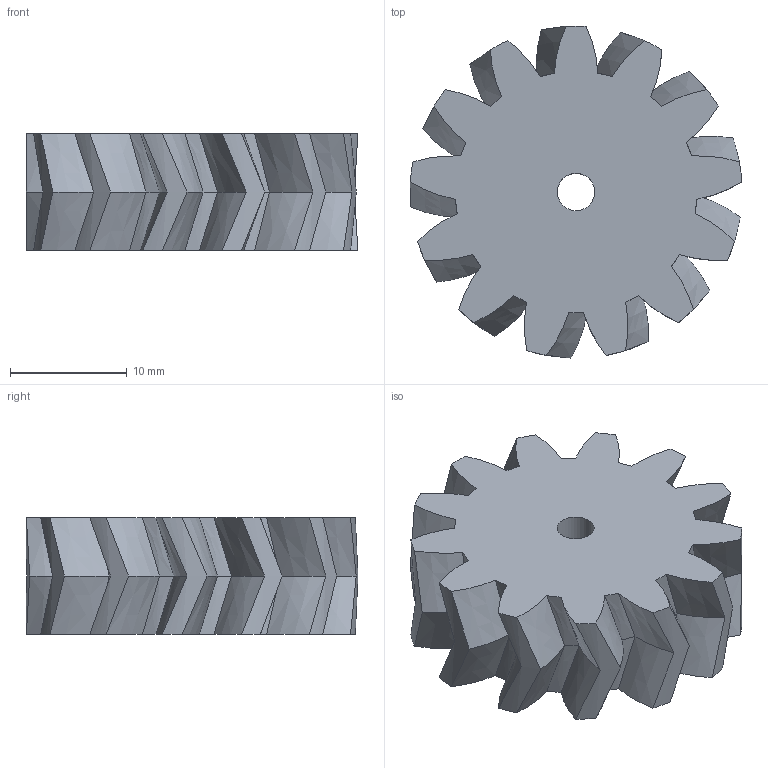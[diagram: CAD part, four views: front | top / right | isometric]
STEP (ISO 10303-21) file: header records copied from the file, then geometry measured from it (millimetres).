
FILE_DESCRIPTION(/* description */ (''),/* implementation_level */ '2;1');
FILE_NAME(/* name */ 'Spur Gear22.ipt.step',/* time_stamp */ '2024-02-27T11:29:50-06:00',/* author */ ('smz3rm'),/* organization */ (''),/* preprocessor_version */ 'ST-DEVELOPER v18',/* originating_system */ 'Autodesk Inventor 2020',/* authorisation */ '');
FILE_SCHEMA (('AUTOMOTIVE_DESIGN { 1 0 10303 214 3 1 1 }'));
Length unit declared in the file: millimetre
Products named in the file (1): Spur Gear2
Bounding box: 28.39 x 28.41 x 10 mm (x, y, z)
Volume: 4792 mm3; surface area: 2586.4 mm2
Topology: 1 solids, 1 shells, 94 faces, 251 edges, 159 vertices
Faces by surface type: bspline 78, cylinder 14, plane 2
Full cylindrical faces by diameter (mm): 3.2 x1
Entity records: 4092 total; most frequent: CARTESIAN_POINT 2364, ORIENTED_EDGE 502, EDGE_CURVE 251, B_SPLINE_CURVE_WITH_KNOTS 221, VERTEX_POINT 159, EDGE_LOOP 96, FACE_OUTER_BOUND 94, ADVANCED_FACE 94
